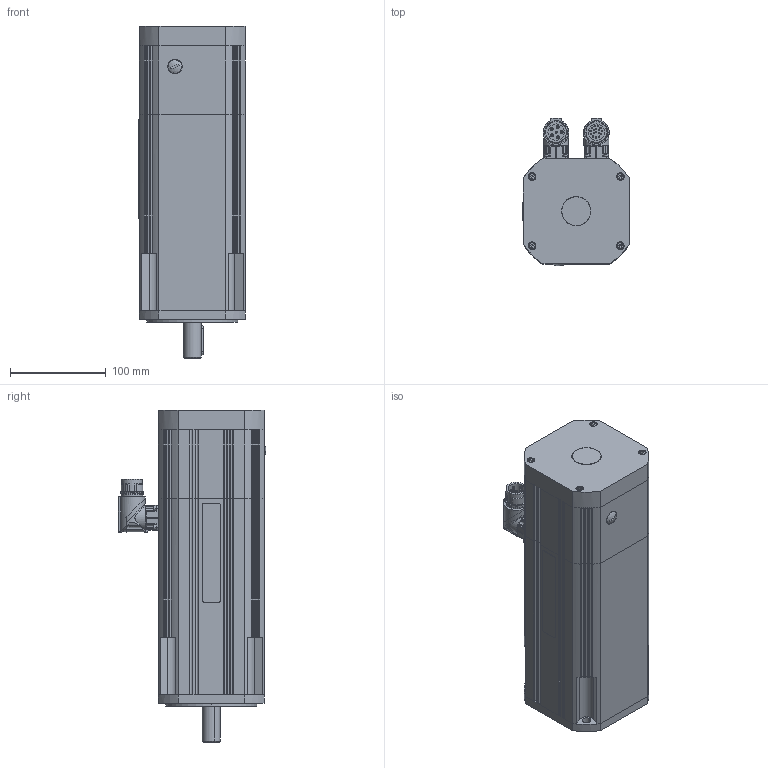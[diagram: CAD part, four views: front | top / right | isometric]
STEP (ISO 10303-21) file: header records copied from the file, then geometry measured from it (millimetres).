
FILE_DESCRIPTION((''),'2;1');
FILE_NAME('FP-1311 + Encoder Heidenhain ECN-EQN 1100 + Fre Keb 07-18.stp','2012-06-25T09:42:43',('arodrigo'),(''),'Autodesk Inventor 9','Autodesk Inventor 9','');
FILE_SCHEMA(('AUTOMOTIVE_DESIGN { 1 0 10303 214 1 1 1 1 }'));
Length unit declared in the file: millimetre
Products named in the file (1): Pieza2
Bounding box: 110.5 x 154.13 x 345.9 mm (x, y, z)
Volume: 3666243.6 mm3; surface area: 216878.9 mm2
Topology: 23 solids, 23 shells, 1460 faces, 3746 edges, 2247 vertices
Faces by surface type: cylinder 651, plane 464, cone 140, bspline 100, torus 58, sphere 47
Entity records: 45166 total; most frequent: CARTESIAN_POINT 9843, DIRECTION 7837, ORIENTED_EDGE 7240, EDGE_CURVE 3620, AXIS2_PLACEMENT_3D 3099, VERTEX_POINT 2247, CIRCLE 1666, VECTOR 1639
